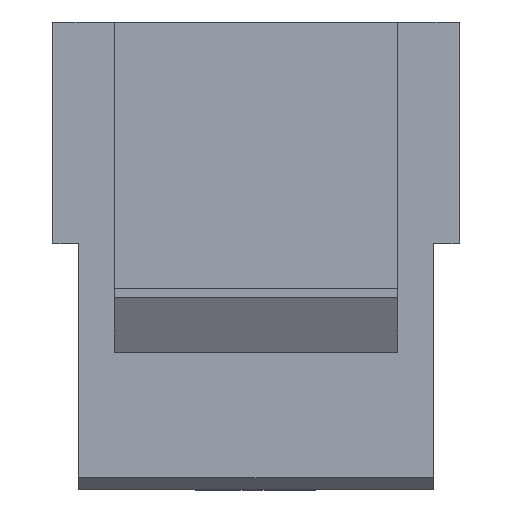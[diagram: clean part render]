
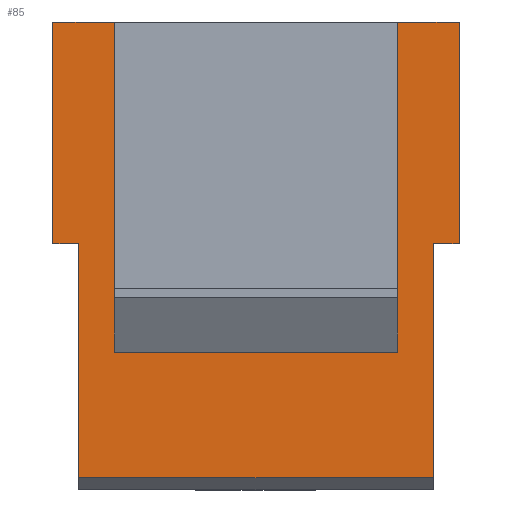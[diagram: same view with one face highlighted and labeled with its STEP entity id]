
A CAD part, front view. The second image highlights one B-rep face of the part: STEP entity #85.
In plain terms, the highlighted planar face has unit normal (0, -1, 0).
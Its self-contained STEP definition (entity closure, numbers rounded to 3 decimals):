
#85=ADVANCED_FACE('',(#182),#1635,.T.);
#182=FACE_OUTER_BOUND('',#280,.T.);
#280=EDGE_LOOP('',(#599,#600,#601,#602,#603,#604,#605,#606,#607,#608,#609,
#610));
#599=ORIENTED_EDGE('',*,*,#1055,.T.);
#600=ORIENTED_EDGE('',*,*,#1053,.T.);
#601=ORIENTED_EDGE('',*,*,#919,.T.);
#602=ORIENTED_EDGE('',*,*,#907,.T.);
#603=ORIENTED_EDGE('',*,*,#975,.F.);
#604=ORIENTED_EDGE('',*,*,#1008,.T.);
#605=ORIENTED_EDGE('',*,*,#869,.T.);
#606=ORIENTED_EDGE('',*,*,#1009,.F.);
#607=ORIENTED_EDGE('',*,*,#974,.F.);
#608=ORIENTED_EDGE('',*,*,#903,.F.);
#609=ORIENTED_EDGE('',*,*,#921,.T.);
#610=ORIENTED_EDGE('',*,*,#1052,.F.);
#869=EDGE_CURVE('',#1408,#1409,#1166,.T.);
#903=EDGE_CURVE('',#1448,#1449,#1198,.T.);
#907=EDGE_CURVE('',#1452,#1453,#1202,.T.);
#919=EDGE_CURVE('',#1462,#1452,#1214,.T.);
#921=EDGE_CURVE('',#1448,#1456,#1216,.T.);
#974=EDGE_CURVE('',#1449,#1481,#1259,.T.);
#975=EDGE_CURVE('',#1480,#1453,#1260,.T.);
#1008=EDGE_CURVE('',#1480,#1408,#1287,.T.);
#1009=EDGE_CURVE('',#1481,#1409,#1288,.T.);
#1052=EDGE_CURVE('',#1528,#1456,#1331,.T.);
#1053=EDGE_CURVE('',#1529,#1462,#1332,.T.);
#1055=EDGE_CURVE('',#1528,#1529,#1334,.T.);
#1166=B_SPLINE_CURVE_WITH_KNOTS('',1,(#2135,#2136),.UNSPECIFIED.,.F.,.F.,
(2,2),(0.,11.5),.UNSPECIFIED.);
#1198=B_SPLINE_CURVE_WITH_KNOTS('',1,(#2207,#2208),.UNSPECIFIED.,.F.,.F.,
(2,2),(0.,9.),.UNSPECIFIED.);
#1202=B_SPLINE_CURVE_WITH_KNOTS('',1,(#2215,#2216),.UNSPECIFIED.,.F.,.F.,
(2,2),(0.,9.),.UNSPECIFIED.);
#1214=B_SPLINE_CURVE_WITH_KNOTS('',1,(#2239,#2240),.UNSPECIFIED.,.F.,.F.,
(2,2),(-33.7,-32.7),.UNSPECIFIED.);
#1216=B_SPLINE_CURVE_WITH_KNOTS('',1,(#2243,#2244),.UNSPECIFIED.,.F.,.F.,
(2,2),(-49.2,-48.2),.UNSPECIFIED.);
#1259=B_SPLINE_CURVE_WITH_KNOTS('',1,(#2354,#2355),.UNSPECIFIED.,.F.,.F.,
(2,2),(-49.2,-46.7),.UNSPECIFIED.);
#1260=B_SPLINE_CURVE_WITH_KNOTS('',1,(#2356,#2357),.UNSPECIFIED.,.F.,.F.,
(2,2),(-35.2,-32.7),.UNSPECIFIED.);
#1287=B_SPLINE_CURVE_WITH_KNOTS('',1,(#2438,#2439),.UNSPECIFIED.,.F.,.F.,
(2,2),(9.596,12.297),.UNSPECIFIED.);
#1288=B_SPLINE_CURVE_WITH_KNOTS('',1,(#2440,#2441),.UNSPECIFIED.,.F.,.F.,
(2,2),(9.596,12.297),.UNSPECIFIED.);
#1331=B_SPLINE_CURVE_WITH_KNOTS('',1,(#2526,#2527),.UNSPECIFIED.,.F.,.F.,
(2,2),(-47.306,-37.806),.UNSPECIFIED.);
#1332=B_SPLINE_CURVE_WITH_KNOTS('',1,(#2528,#2529),.UNSPECIFIED.,.F.,.F.,
(2,2),(2.014,11.514),.UNSPECIFIED.);
#1334=B_SPLINE_CURVE_WITH_KNOTS('',1,(#2532,#2533),.UNSPECIFIED.,.F.,.F.,
(2,2),(0.,14.4),.UNSPECIFIED.);
#1408=VERTEX_POINT('',#1997);
#1409=VERTEX_POINT('',#1998);
#1448=VERTEX_POINT('',#2037);
#1449=VERTEX_POINT('',#2038);
#1452=VERTEX_POINT('',#2041);
#1453=VERTEX_POINT('',#2042);
#1456=VERTEX_POINT('',#2045);
#1462=VERTEX_POINT('',#2051);
#1480=VERTEX_POINT('',#2069);
#1481=VERTEX_POINT('',#2070);
#1528=VERTEX_POINT('',#2117);
#1529=VERTEX_POINT('',#2118);
#1635=PLANE('',#1745);
#1745=AXIS2_PLACEMENT_3D('',#1969,#1838,$);
#1838=DIRECTION('',(0.,-1.,0.));
#1969=CARTESIAN_POINT('',(349.,-322.9,0.6));
#1997=CARTESIAN_POINT('',(363.,-322.9,14.9));
#1998=CARTESIAN_POINT('',(351.5,-322.9,14.9));
#2037=CARTESIAN_POINT('',(349.,-322.9,10.1));
#2038=CARTESIAN_POINT('',(349.,-322.9,19.1));
#2041=CARTESIAN_POINT('',(365.5,-322.9,10.1));
#2042=CARTESIAN_POINT('',(365.5,-322.9,19.1));
#2045=CARTESIAN_POINT('',(350.05,-322.9,10.1));
#2051=CARTESIAN_POINT('',(364.45,-322.9,10.1));
#2069=CARTESIAN_POINT('',(363.,-322.9,19.1));
#2070=CARTESIAN_POINT('',(351.5,-322.9,19.1));
#2117=CARTESIAN_POINT('',(350.05,-322.9,0.6));
#2118=CARTESIAN_POINT('',(364.45,-322.9,0.6));
#2135=CARTESIAN_POINT('',(363.,-322.9,14.9));
#2136=CARTESIAN_POINT('',(351.5,-322.9,14.9));
#2207=CARTESIAN_POINT('',(349.,-322.9,10.1));
#2208=CARTESIAN_POINT('',(349.,-322.9,19.1));
#2215=CARTESIAN_POINT('',(365.5,-322.9,10.1));
#2216=CARTESIAN_POINT('',(365.5,-322.9,19.1));
#2239=CARTESIAN_POINT('',(364.45,-322.9,10.1));
#2240=CARTESIAN_POINT('',(365.5,-322.9,10.1));
#2243=CARTESIAN_POINT('',(349.,-322.9,10.1));
#2244=CARTESIAN_POINT('',(350.05,-322.9,10.1));
#2354=CARTESIAN_POINT('',(349.,-322.9,19.1));
#2355=CARTESIAN_POINT('',(351.5,-322.9,19.1));
#2356=CARTESIAN_POINT('',(363.,-322.9,19.1));
#2357=CARTESIAN_POINT('',(365.5,-322.9,19.1));
#2438=CARTESIAN_POINT('',(363.,-322.9,19.1));
#2439=CARTESIAN_POINT('',(363.,-322.9,14.9));
#2440=CARTESIAN_POINT('',(351.5,-322.9,19.1));
#2441=CARTESIAN_POINT('',(351.5,-322.9,14.9));
#2526=CARTESIAN_POINT('',(350.05,-322.9,0.6));
#2527=CARTESIAN_POINT('',(350.05,-322.9,10.1));
#2528=CARTESIAN_POINT('',(364.45,-322.9,0.6));
#2529=CARTESIAN_POINT('',(364.45,-322.9,10.1));
#2532=CARTESIAN_POINT('',(350.05,-322.9,0.6));
#2533=CARTESIAN_POINT('',(364.45,-322.9,0.6));
